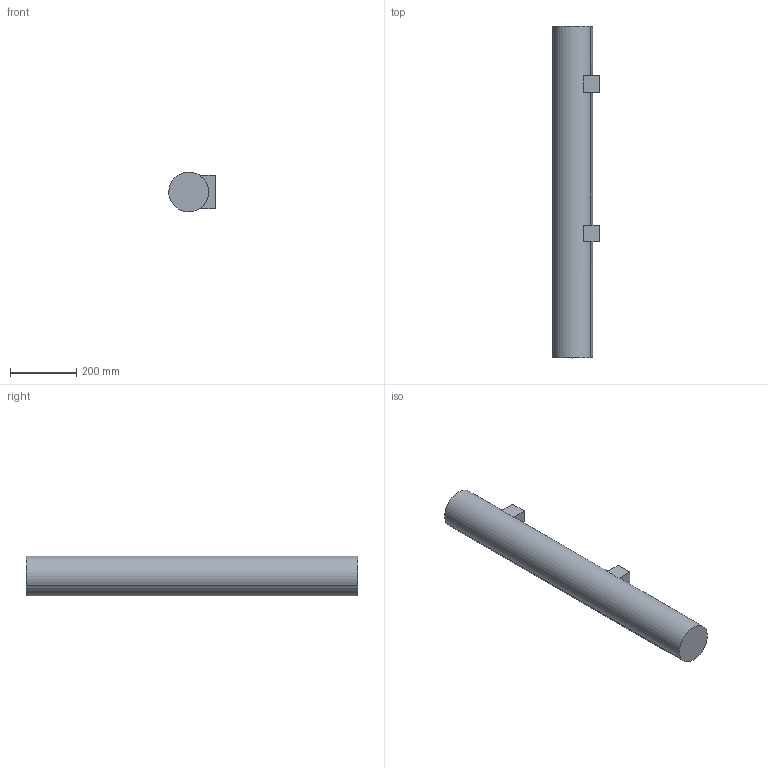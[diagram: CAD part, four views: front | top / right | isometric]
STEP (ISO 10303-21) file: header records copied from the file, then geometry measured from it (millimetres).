
FILE_DESCRIPTION(('CATIA V5 STEP Exchange'),'2;1');
FILE_NAME('guardrail_pole.stp','2018-09-19T08:39:40+00:00',('none'),('none'),'CATIA Version 5 Release 17 (IN-10)','CATIA V5 STEP AP203','none');
FILE_SCHEMA(('CONFIG_CONTROL_DESIGN'));
Length unit declared in the file: millimetre
Products named in the file (1): guardrail_pole
Bounding box: 139.98 x 1000 x 119.97 mm (x, y, z)
Volume: 11555239 mm3; surface area: 425500 mm2
Topology: 1 solids, 1 shells, 26 faces, 60 edges, 40 vertices
Faces by surface type: plane 16, cylinder 10
Entity records: 711 total; most frequent: ORIENTED_EDGE 120, CARTESIAN_POINT 116, DIRECTION 90, EDGE_CURVE 60, AXIS2_PLACEMENT_3D 44, VERTEX_POINT 40, VECTOR 32, LINE 32
